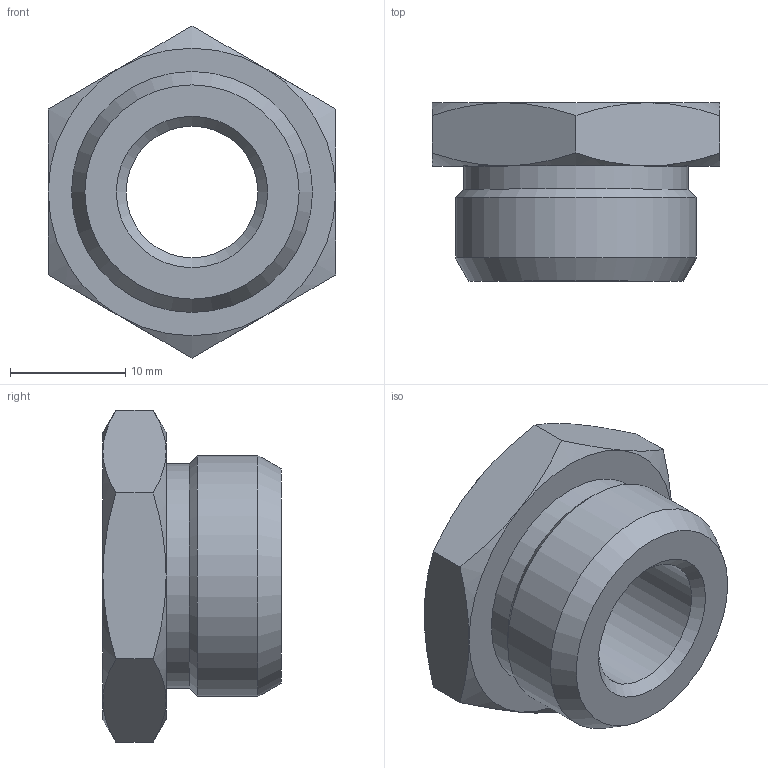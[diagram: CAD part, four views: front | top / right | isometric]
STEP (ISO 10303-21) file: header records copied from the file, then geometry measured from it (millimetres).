
FILE_DESCRIPTION(/* description */ ('Alibre Inc.'),/* implementation_level */ '2;1');
FILE_NAME(/* name */ 'export-7B45DBFF-05B0-4C59-A1F4-001C4855531F',/* time_stamp */ '2019-04-29T14:22:04+02:00',/* author */ (''),/* organization */ (''),/* preprocessor_version */ 'ST-DEVELOPER v17',/* originating_system */ 'Alibre',/* authorisation */ '');
FILE_SCHEMA (('AUTOMOTIVE_DESIGN'));
Length unit declared in the file: millimetre
Bounding box: 25 x 15.5 x 28.87 mm (x, y, z)
Volume: 4585.9 mm3; surface area: 2478.2 mm2
Topology: 1 solids, 1 shells, 28 faces, 58 edges, 33 vertices
Faces by surface type: cone 16, plane 9, cylinder 3
Full cylindrical faces by diameter (mm): 11.445 x1, 19.5 x1, 20.955 x1
Entity records: 717 total; most frequent: CARTESIAN_POINT 161, ORIENTED_EDGE 102, DIRECTION 97, EDGE_CURVE 51, AXIS2_PLACEMENT_3D 50, EDGE_LOOP 38, FACE_BOUND 38, VERTEX_POINT 33
